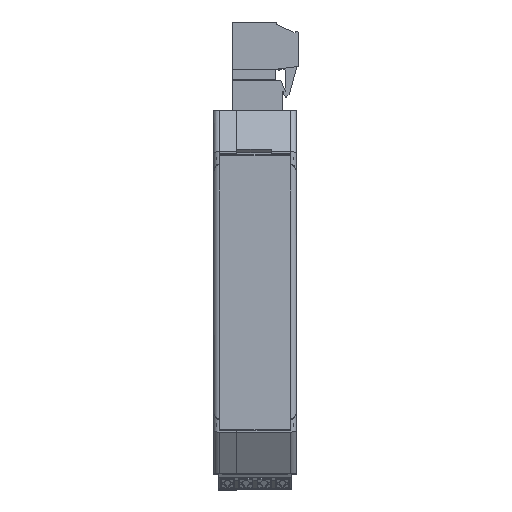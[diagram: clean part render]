
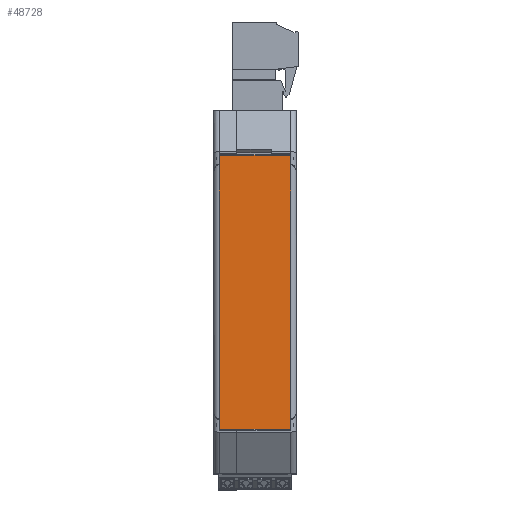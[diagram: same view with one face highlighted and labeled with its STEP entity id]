
A CAD part, top view. The second image highlights one B-rep face of the part: STEP entity #48728.
In plain terms, the highlighted face is planar.
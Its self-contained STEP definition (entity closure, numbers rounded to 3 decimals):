
#2657=VERTEX_POINT('',#67515);
#2658=VERTEX_POINT('',#67517);
#2676=VERTEX_POINT('',#67556);
#2682=VERTEX_POINT('',#67568);
#2689=VERTEX_POINT('',#67595);
#2691=VERTEX_POINT('',#67601);
#2697=VERTEX_POINT('',#67616);
#2698=VERTEX_POINT('',#67617);
#2699=VERTEX_POINT('',#67619);
#2700=VERTEX_POINT('',#67621);
#2701=VERTEX_POINT('',#67623);
#2702=VERTEX_POINT('',#67625);
#7622=VECTOR('',#55538,1.);
#7641=VECTOR('',#55570,1.);
#7652=VECTOR('',#55594,1.);
#7654=VECTOR('',#55600,1.);
#7659=VECTOR('',#55611,1.);
#7660=VECTOR('',#55612,1.);
#7661=VECTOR('',#55613,1.);
#7662=VECTOR('',#55614,1.);
#7663=VECTOR('',#55615,1.);
#7664=VECTOR('',#55616,1.);
#7665=VECTOR('',#55617,1.);
#7666=VECTOR('',#55618,1.);
#13885=LINE('',#67516,#7622);
#13904=LINE('',#67569,#7641);
#13915=LINE('',#67594,#7652);
#13917=LINE('',#67600,#7654);
#13922=LINE('',#67615,#7659);
#13923=LINE('',#67618,#7660);
#13924=LINE('',#67620,#7661);
#13925=LINE('',#67622,#7662);
#13926=LINE('',#67624,#7663);
#13927=LINE('',#67626,#7664);
#13928=LINE('',#67627,#7665);
#13929=LINE('',#67628,#7666);
#20174=EDGE_CURVE('',#2658,#2657,#13885,.T.);
#20199=EDGE_CURVE('',#2682,#2676,#13904,.T.);
#20213=EDGE_CURVE('',#2689,#2676,#13915,.T.);
#20216=EDGE_CURVE('',#2691,#2658,#13917,.T.);
#20223=EDGE_CURVE('',#2697,#2698,#13922,.T.);
#20224=EDGE_CURVE('',#2699,#2698,#13923,.T.);
#20225=EDGE_CURVE('',#2699,#2700,#13924,.T.);
#20226=EDGE_CURVE('',#2701,#2700,#13925,.T.);
#20227=EDGE_CURVE('',#2701,#2702,#13926,.T.);
#20228=EDGE_CURVE('',#2689,#2702,#13927,.T.);
#20229=EDGE_CURVE('',#2682,#2691,#13928,.T.);
#20230=EDGE_CURVE('',#2657,#2697,#13929,.T.);
#27937=ORIENTED_EDGE('',*,*,#20223,.T.);
#27938=ORIENTED_EDGE('',*,*,#20224,.F.);
#27939=ORIENTED_EDGE('',*,*,#20225,.T.);
#27940=ORIENTED_EDGE('',*,*,#20226,.F.);
#27941=ORIENTED_EDGE('',*,*,#20227,.T.);
#27942=ORIENTED_EDGE('',*,*,#20228,.F.);
#27943=ORIENTED_EDGE('',*,*,#20213,.T.);
#27944=ORIENTED_EDGE('',*,*,#20199,.F.);
#27945=ORIENTED_EDGE('',*,*,#20229,.T.);
#27946=ORIENTED_EDGE('',*,*,#20216,.T.);
#27947=ORIENTED_EDGE('',*,*,#20174,.T.);
#27948=ORIENTED_EDGE('',*,*,#20230,.T.);
#42839=EDGE_LOOP('',(#27937,#27938,#27939,#27940,#27941,#27942,#27943,#27944,
#27945,#27946,#27947,#27948));
#45787=FACE_BOUND('',#42839,.T.);
#48728=ADVANCED_FACE('',(#45787),#83329,.T.);
#51519=AXIS2_PLACEMENT_3D('',#67614,#55610,$);
#55538=DIRECTION('',(0.,0.,-1.));
#55570=DIRECTION('',(-1.,0.,0.));
#55594=DIRECTION('',(0.,0.,1.));
#55600=DIRECTION('',(1.,0.,0.));
#55610=DIRECTION('',(0.,1.,0.));
#55611=DIRECTION('',(0.,0.,-1.));
#55612=DIRECTION('',(1.,0.,0.));
#55613=DIRECTION('',(0.,0.,-1.));
#55614=DIRECTION('',(1.,0.,0.));
#55615=DIRECTION('',(0.,0.,1.));
#55616=DIRECTION('',(1.,0.,0.));
#55617=DIRECTION('',(0.,0.,1.));
#55618=DIRECTION('',(1.,0.,0.));
#67515=CARTESIAN_POINT('',(34.6,114.5,7.15));
#67516=CARTESIAN_POINT('',(34.6,114.5,8.8));
#67517=CARTESIAN_POINT('',(34.6,114.5,7.3));
#67556=CARTESIAN_POINT('',(-37.2,114.5,7.15));
#67568=CARTESIAN_POINT('',(-34.6,114.5,7.15));
#67569=CARTESIAN_POINT('',(-32.78,114.5,7.15));
#67594=CARTESIAN_POINT('',(-37.2,114.5,-7.25));
#67595=CARTESIAN_POINT('',(-37.2,114.5,-12.15));
#67600=CARTESIAN_POINT('',(-32.78,114.5,7.3));
#67601=CARTESIAN_POINT('',(-34.6,114.5,7.3));
#67614=CARTESIAN_POINT('',(-37.2,114.5,-10.772));
#67615=CARTESIAN_POINT('',(37.5,114.5,8.8));
#67616=CARTESIAN_POINT('',(37.5,114.5,7.15));
#67617=CARTESIAN_POINT('',(37.5,114.5,-12.15));
#67618=CARTESIAN_POINT('',(-32.78,114.5,-12.15));
#67619=CARTESIAN_POINT('',(34.6,114.5,-12.15));
#67620=CARTESIAN_POINT('',(34.6,114.5,8.8));
#67621=CARTESIAN_POINT('',(34.6,114.5,-12.3));
#67622=CARTESIAN_POINT('',(-32.78,114.5,-12.3));
#67623=CARTESIAN_POINT('',(-34.6,114.5,-12.3));
#67624=CARTESIAN_POINT('',(-34.6,114.5,8.8));
#67625=CARTESIAN_POINT('',(-34.6,114.5,-12.15));
#67626=CARTESIAN_POINT('',(-32.78,114.5,-12.15));
#67627=CARTESIAN_POINT('',(-34.6,114.5,8.8));
#67628=CARTESIAN_POINT('',(-32.78,114.5,7.15));
#83329=PLANE('',#51519);
